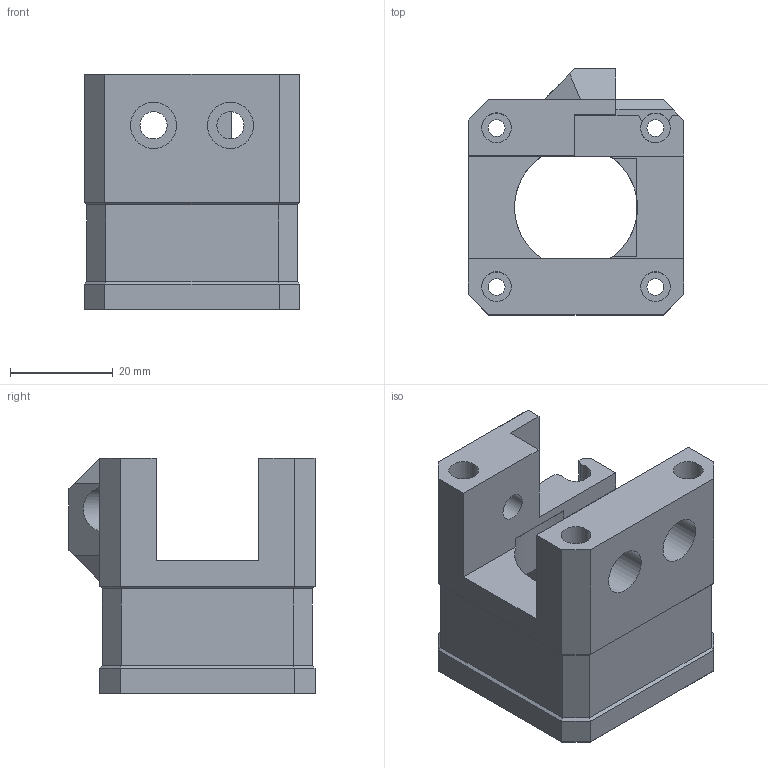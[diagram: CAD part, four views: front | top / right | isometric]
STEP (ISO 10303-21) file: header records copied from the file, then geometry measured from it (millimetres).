
FILE_DESCRIPTION(/* description */ ('STEP AP242','CAx-IF Rec.Pracs.---Representation and Presentation of Product Manufacturing Information (PMI)---4.0---2014-10-13','CAx-IF Rec.Pracs.---3D Tessellated Geometry---0.4---2014-09-14','2;1'),/* implementation_level */ '2;1');
FILE_NAME(/* name */ '61c8e41480feac090ea9369c',/* time_stamp */ '2021-12-26T21:52:21+00:00',/* author */ (''),/* organization */ (''),/* preprocessor_version */ 'ST-DEVELOPER v18.101',/* originating_system */ ' ',/* authorisation */ ' ');
FILE_SCHEMA (('AP242_MANAGED_MODEL_BASED_3D_ENGINEERING_MIM_LF { 1 0 10303 442 1 1 4 }'));
Length unit declared in the file: metre
Products named in the file (1): x_motor_cage
Bounding box: 42 x 48 x 46 mm (x, y, z)
Volume: 39780.1 mm3; surface area: 16474.7 mm2
Topology: 1 solids, 1 shells, 134 faces, 359 edges, 226 vertices
Faces by surface type: plane 114, cylinder 15, cone 5
Full cylindrical faces by diameter (mm): 3.3 x4, 5.3 x3, 5.8 x4, 9 x3, 24 x1
Entity records: 3938 total; most frequent: CARTESIAN_POINT 674, ORIENTED_EDGE 652, DIRECTION 642, EDGE_CURVE 326, LINE 280, VECTOR 280, VERTEX_POINT 213, AXIS2_PLACEMENT_3D 181
